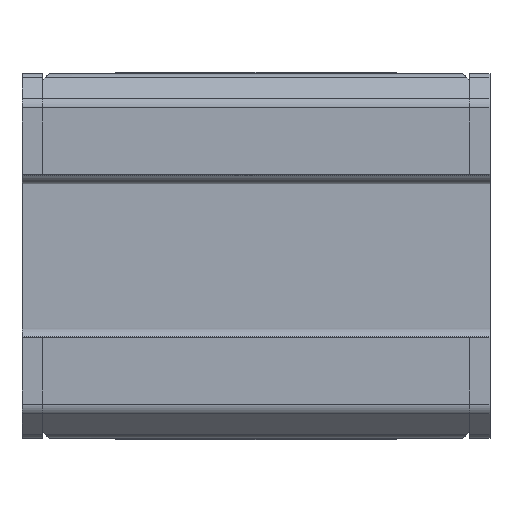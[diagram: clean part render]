
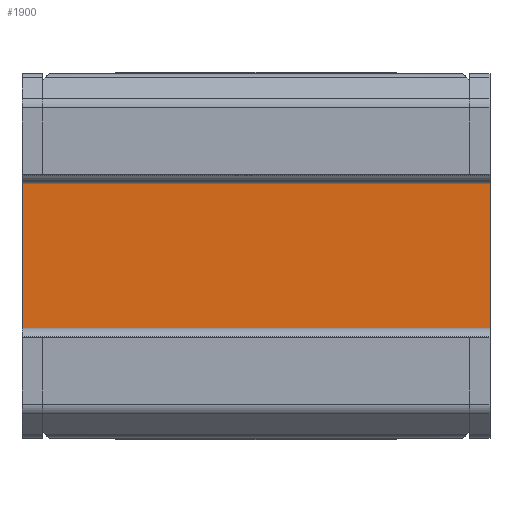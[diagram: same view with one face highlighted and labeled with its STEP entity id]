
A CAD part, front view. The second image highlights one B-rep face of the part: STEP entity #1900.
In plain terms, the highlighted planar face has unit normal (0, -1, 0).
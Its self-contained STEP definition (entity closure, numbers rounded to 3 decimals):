
#583=ORIENTED_EDGE('',*,*,#795,.F.);
#584=ORIENTED_EDGE('',*,*,#903,.F.);
#585=ORIENTED_EDGE('',*,*,#768,.T.);
#586=ORIENTED_EDGE('',*,*,#904,.T.);
#768=EDGE_CURVE('',#1008,#1007,#1204,.T.);
#795=EDGE_CURVE('',#1029,#1030,#1216,.T.);
#903=EDGE_CURVE('',#1008,#1029,#1295,.T.);
#904=EDGE_CURVE('',#1007,#1030,#1296,.T.);
#1007=VERTEX_POINT('',#2885);
#1008=VERTEX_POINT('',#2887);
#1029=VERTEX_POINT('',#2935);
#1030=VERTEX_POINT('',#2937);
#1204=LINE('',#2886,#1406);
#1216=LINE('',#2936,#1418);
#1295=LINE('',#3149,#1497);
#1296=LINE('',#3151,#1498);
#1406=VECTOR('',#2289,1000.);
#1418=VECTOR('',#2333,1000.);
#1497=VECTOR('',#2574,1000.);
#1498=VECTOR('',#2577,1000.);
#1587=EDGE_LOOP('',(#583,#584,#585,#586));
#1709=FACE_BOUND('',#1587,.T.);
#1808=PLANE('',#2073);
#1900=ADVANCED_FACE('',(#1709),#1808,.T.);
#2073=AXIS2_PLACEMENT_3D('',#3150,#2575,#2576);
#2289=DIRECTION('',(0.,0.,1.));
#2333=DIRECTION('',(0.,0.,1.));
#2574=DIRECTION('',(-1.,0.,0.));
#2575=DIRECTION('',(0.,-1.,0.));
#2576=DIRECTION('',(0.,0.,-1.));
#2577=DIRECTION('',(-1.,0.,0.));
#2885=CARTESIAN_POINT('',(17.2,5.5,5.7));
#2886=CARTESIAN_POINT('',(17.2,5.5,-5.7));
#2887=CARTESIAN_POINT('',(17.2,5.5,-5.7));
#2935=CARTESIAN_POINT('',(-17.2,5.5,-5.7));
#2936=CARTESIAN_POINT('',(-17.2,5.5,-5.7));
#2937=CARTESIAN_POINT('',(-17.2,5.5,5.7));
#3149=CARTESIAN_POINT('',(17.2,5.5,-5.7));
#3150=CARTESIAN_POINT('',(17.2,5.5,-5.7));
#3151=CARTESIAN_POINT('',(17.2,5.5,5.7));
